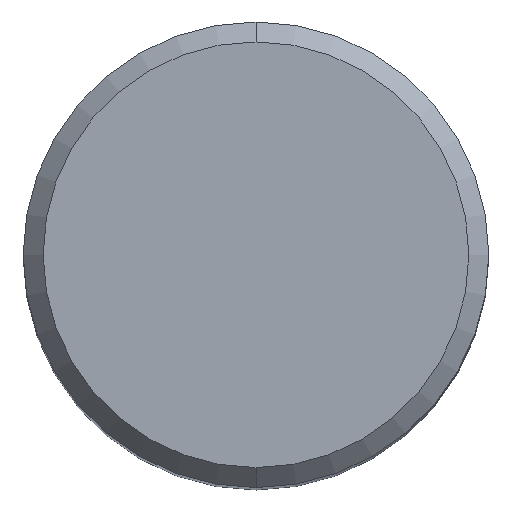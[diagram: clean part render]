
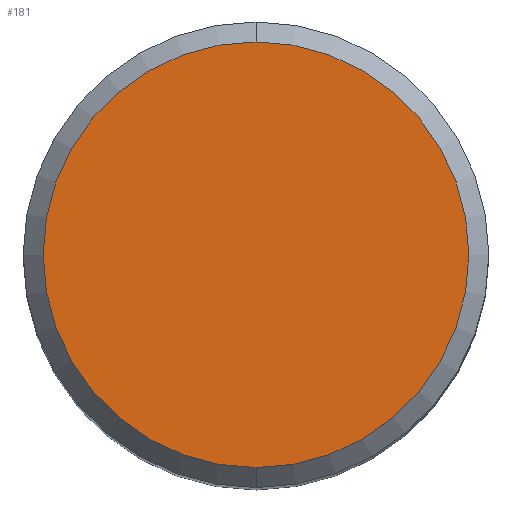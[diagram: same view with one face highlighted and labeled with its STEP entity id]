
A CAD part, top view. The second image highlights one B-rep face of the part: STEP entity #181.
In plain terms, the highlighted planar face has unit normal (0, 0, 1).
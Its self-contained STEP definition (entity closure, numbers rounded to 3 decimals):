
#145=VERTEX_POINT('',#304);
#161=EDGE_CURVE('',#225,#145,#321,.T.);
#181=ADVANCED_FACE('',(#344),#345,.T.);
#211=EDGE_CURVE('',#145,#225,#377,.T.);
#225=VERTEX_POINT('',#392);
#304=CARTESIAN_POINT('',(0.0,6.4,0.0));
#321=CIRCLE('',#500,6.4);
#344=FACE_OUTER_BOUND('',#530,.T.);
#345=PLANE('',#531);
#377=CIRCLE('',#573,6.4);
#392=CARTESIAN_POINT('',(0.,-6.4,0.0));
#500=AXIS2_PLACEMENT_3D('',#699,#700,#701);
#530=EDGE_LOOP('',(#731,#732));
#531=AXIS2_PLACEMENT_3D('',#733,#734,#735);
#573=AXIS2_PLACEMENT_3D('',#768,#769,#770);
#699=CARTESIAN_POINT('',(0.0,0.0,0.0));
#700=DIRECTION('',(0.0,0.0,-1.0));
#701=DIRECTION('',(0.0,1.0,0.0));
#731=ORIENTED_EDGE('',*,*,#211,.F.);
#732=ORIENTED_EDGE('',*,*,#161,.F.);
#733=CARTESIAN_POINT('',(0.0,3.2,0.0));
#734=DIRECTION('',(-0.0,0.0,1.0));
#735=DIRECTION('',(0.0,-1.0,0.0));
#768=CARTESIAN_POINT('',(0.0,0.0,0.0));
#769=DIRECTION('',(0.0,0.0,-1.0));
#770=DIRECTION('',(0.0,1.0,0.0));
